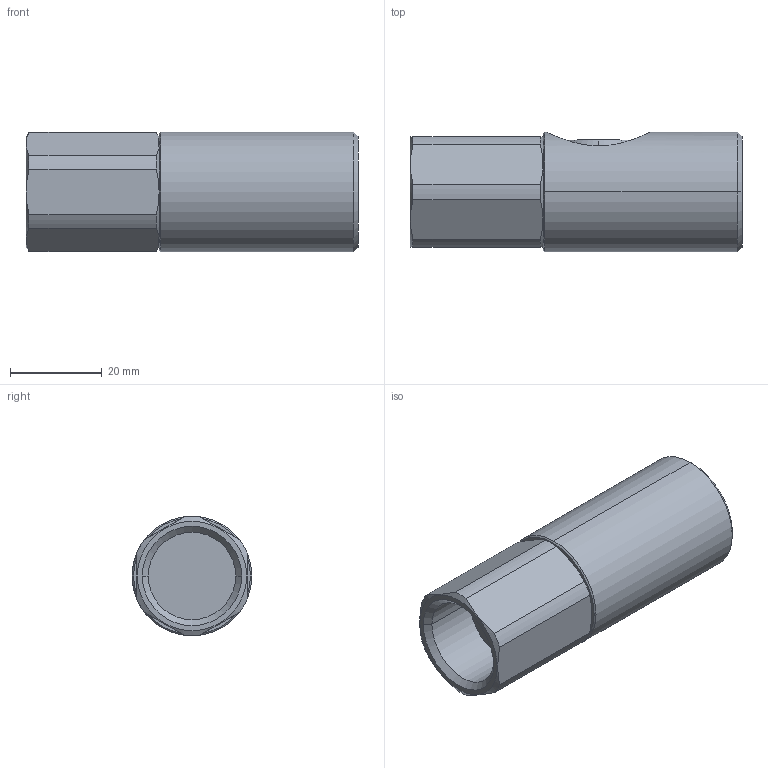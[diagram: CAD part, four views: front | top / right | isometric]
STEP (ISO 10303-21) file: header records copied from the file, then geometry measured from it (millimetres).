
FILE_DESCRIPTION (( 'STEP AP203' ), '1' );
FILE_NAME ('07460204.STEP', '2011-07-05T14:48:19', ( 'SP' ), ( 'sopra-pneumatic' ), 'SwSTEP 2.0', 'SolidWorks 2011', '' );
FILE_SCHEMA (( 'CONFIG_CONTROL_DESIGN' ));
Length unit declared in the file: millimetre
Products named in the file (1): 07460204
Bounding box: 72.2 x 26 x 26 mm (x, y, z)
Volume: 31399.1 mm3; surface area: 8817 mm2
Topology: 1 solids, 3 shells, 134 faces, 324 edges, 205 vertices
Faces by surface type: cone 43, plane 42, cylinder 39, sphere 10
Entity records: 4701 total; most frequent: CARTESIAN_POINT 1550, ORIENTED_EDGE 648, DIRECTION 636, EDGE_CURVE 324, AXIS2_PLACEMENT_3D 261, VERTEX_POINT 205, EDGE_LOOP 143, FACE_OUTER_BOUND 134
